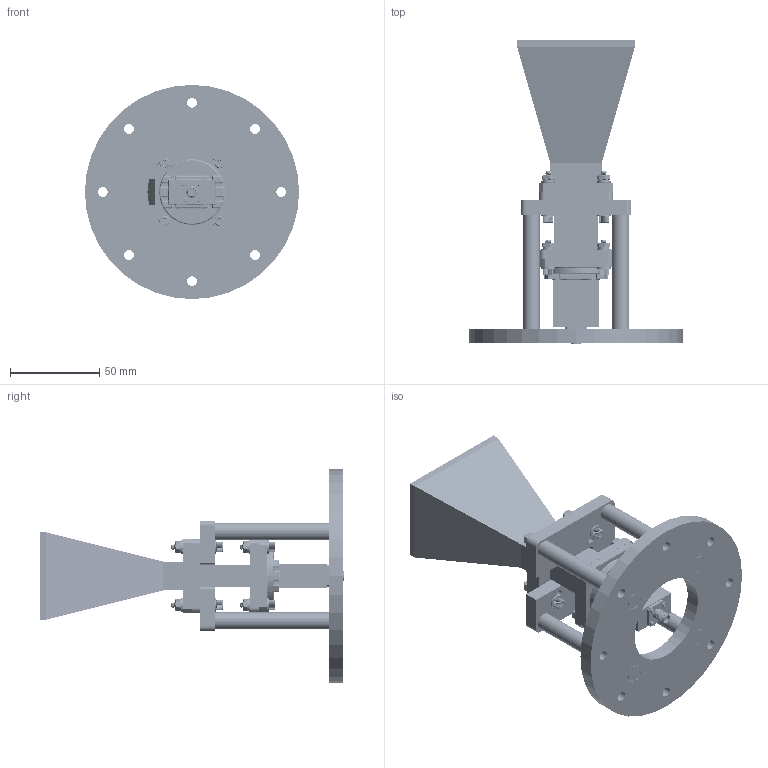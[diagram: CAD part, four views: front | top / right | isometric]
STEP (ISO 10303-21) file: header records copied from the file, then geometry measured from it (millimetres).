
FILE_DESCRIPTION (( 'STEP AP214' ), '1' );
FILE_NAME ('FM1WAN090-15ELSF_3D.step', '2023-10-25T19:22:41', ( '' ), ( '' ), 'SwSTEP 2.0', 'SolidWorks 2022', '' );
FILE_SCHEMA (( 'AUTOMOTIVE_DESIGN' ));
Length unit declared in the file: inch
Products named in the file (13): Copy of PEWAN062-090-MNT_UPR PLT^PEWAN062-090-MNT; FM1WAN090-15ELSF_3D; 6-32SH-HXx1^FM1WAN090-15ELSF_92196A150; Copy of PEWAN062-090-MNT_LWR PLT^PEWAN062-090-MNT; Copy of PEWAN062-090-MNT_STDF RND M4 FEM, 8OD X 64LG^PEWAN062-090-MNT; 6-32SH-HXx.625^FM1WAN090-15ELSF_92196A150; HD-100WAL50PPA; 6-FW^FM1WAN090-15ELSF_91166A230; 6-32HN-NARROW^FM1WAN090-15ELSF_90730A007; PEWAN090-15; PEWCA1075; PEWAN062-090-MNT; 6-LW^FM1WAN090-15ELSF
Assembly tree (50 placements, depth 3):
  FM1WAN090-15ELSF_3D
    PEWAN062-090-MNT
      Copy of PEWAN062-090-MNT_UPR PLT^PEWAN062-090-MNT
      Copy of PEWAN062-090-MNT_LWR PLT^PEWAN062-090-MNT
      Copy of PEWAN062-090-MNT_STDF RND M4 FEM, 8OD X 64LG^PEWAN062-090-MNT  x4
    HD-100WAL50PPA
    PEWAN090-15
    PEWCA1075
    6-FW^FM1WAN090-15ELSF_91166A230  x16
    6-LW^FM1WAN090-15ELSF  x8
    6-32SH-HXx1^FM1WAN090-15ELSF_92196A150  x4
    6-32SH-HXx.625^FM1WAN090-15ELSF_92196A150  x4
    6-32HN-NARROW^FM1WAN090-15ELSF_90730A007  x8
Bounding box: 120 x 170.5 x 120 mm (x, y, z)
Volume: 195082.6 mm3; surface area: 101172.8 mm2
Topology: 49 solids, 54 shells, 3740 faces, 9142 edges, 5555 vertices
Faces by surface type: plane 1361, cylinder 1240, cone 786, bspline 225, torus 128
Entity records: 65841 total; most frequent: CARTESIAN_POINT 34470, ORIENTED_EDGE 6468, DIRECTION 4619, EDGE_CURVE 3234, VERTEX_POINT 1977, AXIS2_PLACEMENT_3D 1798, EDGE_LOOP 1453, ADVANCED_FACE 1322
